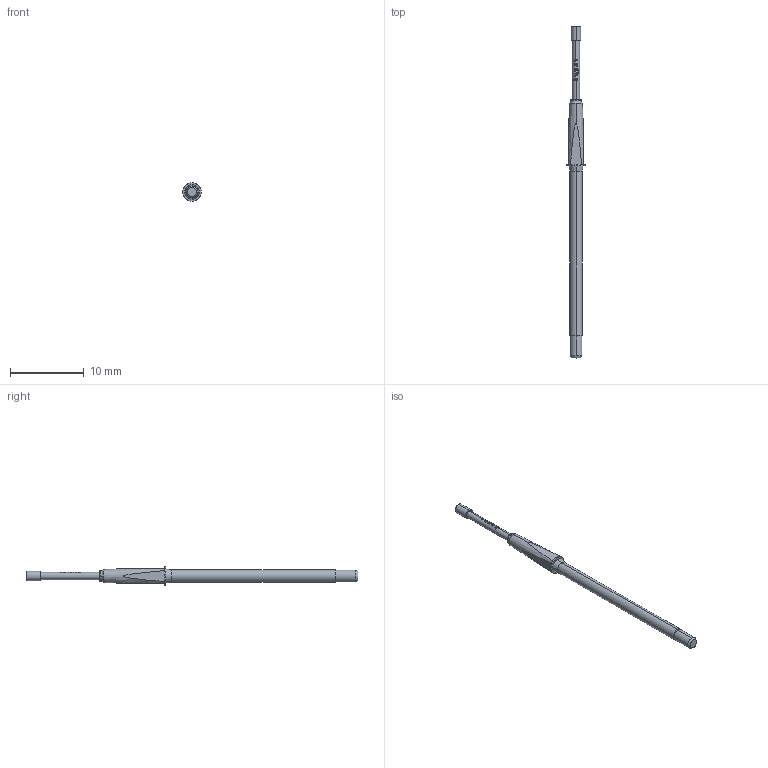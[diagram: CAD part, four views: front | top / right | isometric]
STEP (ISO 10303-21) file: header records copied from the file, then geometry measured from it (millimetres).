
FILE_DESCRIPTION (( 'STEP AP203' ), '1' );
FILE_NAME ('INGUN_GKS-112_303_130_A_xx10_MDL.STEP', '2022-01-24T11:13:55', ( 'ochi' ), ( '' ), 'SwSTEP 2.0', 'SolidWorks 2018', '' );
FILE_SCHEMA (( 'CONFIG_CONTROL_DESIGN' ));
Length unit declared in the file: millimetre
Products named in the file (1): INGUN_GKS-112_303_130_A_xx10_MDL
Bounding box: 2.5 x 45.1 x 2.5 mm (x, y, z)
Volume: 93.6 mm3; surface area: 234.7 mm2
Topology: 1 solids, 1 shells, 108 faces, 289 edges, 185 vertices
Faces by surface type: bspline 52, plane 22, cylinder 20, cone 8, torus 6
Entity records: 4556 total; most frequent: CARTESIAN_POINT 2331, ORIENTED_EDGE 574, EDGE_CURVE 287, DIRECTION 237, B_SPLINE_CURVE_WITH_KNOTS 210, VERTEX_POINT 185, EDGE_LOOP 112, FACE_OUTER_BOUND 108
